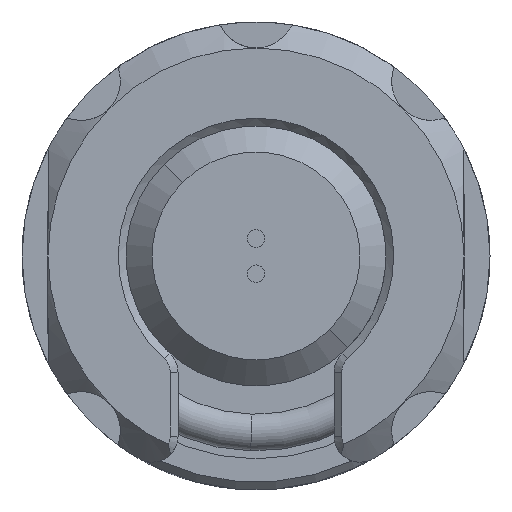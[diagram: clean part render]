
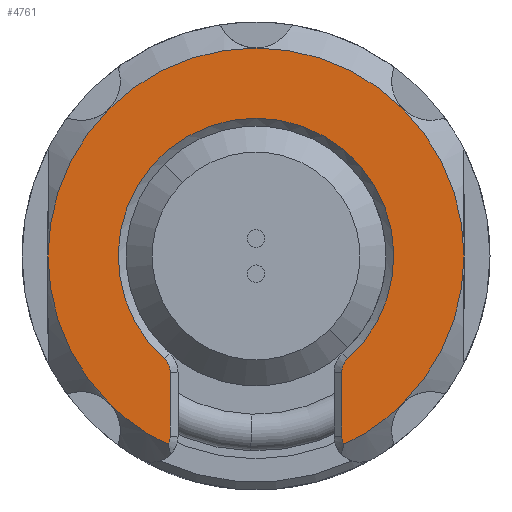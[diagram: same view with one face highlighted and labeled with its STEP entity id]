
A CAD part, front view. The second image highlights one B-rep face of the part: STEP entity #4761.
In plain terms, the highlighted planar face has unit normal (0, -1, 0).
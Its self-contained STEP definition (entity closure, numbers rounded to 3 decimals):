
#61 = VECTOR ( 'NONE', #1791, 1000. ) ;
#115 = DIRECTION ( 'NONE',  ( 0., -1., 0. ) ) ;
#194 = VERTEX_POINT ( 'NONE', #4875 ) ;
#278 = CARTESIAN_POINT ( 'NONE',  ( 3.379, -10.652, -7.251 ) ) ;
#280 = AXIS2_PLACEMENT_3D ( 'NONE', #3576, #2521, #2056 ) ;
#287 = CARTESIAN_POINT ( 'NONE',  ( 3.3, -10.652, -6.928 ) ) ;
#451 = VERTEX_POINT ( 'NONE', #3165 ) ;
#459 = CARTESIAN_POINT ( 'NONE',  ( 0., -10.652, 0. ) ) ;
#501 = EDGE_CURVE ( 'NONE', #3935, #5287, #5856, .T. ) ;
#535 = DIRECTION ( 'NONE',  ( 0., -1., 0. ) ) ;
#547 = CARTESIAN_POINT ( 'NONE',  ( 0., -10.652, 0. ) ) ;
#551 = PLANE ( 'NONE',  #1617 ) ;
#575 = EDGE_CURVE ( 'NONE', #194, #1266, #3552, .T. ) ;
#698 = CIRCLE ( 'NONE', #3732, 8. ) ;
#723 = AXIS2_PLACEMENT_3D ( 'NONE', #5390, #4572, #4013 ) ;
#758 = DIRECTION ( 'NONE',  ( 0., -1., 0. ) ) ;
#886 = DIRECTION ( 'NONE',  ( 0., -1., 0. ) ) ;
#946 = VERTEX_POINT ( 'NONE', #1600 ) ;
#986 = VECTOR ( 'NONE', #2802, 1000. ) ;
#1009 = DIRECTION ( 'NONE',  ( -0.707, 0., -0.707 ) ) ;
#1032 = CARTESIAN_POINT ( 'NONE',  ( -3.3, -10.652, -6.928 ) ) ;
#1045 = FACE_OUTER_BOUND ( 'NONE', #3279, .T. ) ;
#1140 = CIRCLE ( 'NONE', #5239, 0.7 ) ;
#1191 = VERTEX_POINT ( 'NONE', #5888 ) ;
#1197 = CIRCLE ( 'NONE', #3294, 0.7 ) ;
#1226 = CARTESIAN_POINT ( 'NONE',  ( 0., -10.652, 0. ) ) ;
#1266 = VERTEX_POINT ( 'NONE', #1947 ) ;
#1279 = DIRECTION ( 'NONE',  ( 0., 0., -1. ) ) ;
#1285 = VERTEX_POINT ( 'NONE', #2531 ) ;
#1297 = ORIENTED_EDGE ( 'NONE', *, *, #575, .T. ) ;
#1316 = VERTEX_POINT ( 'NONE', #1032 ) ;
#1394 = DIRECTION ( 'NONE',  ( 0., -1., 0. ) ) ;
#1411 = CIRCLE ( 'NONE', #4250, 8. ) ;
#1596 = ORIENTED_EDGE ( 'NONE', *, *, #5403, .T. ) ;
#1600 = CARTESIAN_POINT ( 'NONE',  ( -3.3, -10.652, -4.472 ) ) ;
#1615 = VERTEX_POINT ( 'NONE', #4404 ) ;
#1617 = AXIS2_PLACEMENT_3D ( 'NONE', #6148, #5578, #1009 ) ;
#1683 = VERTEX_POINT ( 'NONE', #2426 ) ;
#1693 = DIRECTION ( 'NONE',  ( -0.707, 0., -0.707 ) ) ;
#1722 = ORIENTED_EDGE ( 'NONE', *, *, #4197, .T. ) ;
#1791 = DIRECTION ( 'NONE',  ( 0., 0., 1. ) ) ;
#1871 = DIRECTION ( 'NONE',  ( 0., 0., -1. ) ) ;
#1947 = CARTESIAN_POINT ( 'NONE',  ( -8., -10.652, 0. ) ) ;
#1954 = DIRECTION ( 'NONE',  ( 0., -1., 0. ) ) ;
#2025 = VERTEX_POINT ( 'NONE', #287 ) ;
#2032 = DIRECTION ( 'NONE',  ( 0., -1., 0. ) ) ;
#2056 = DIRECTION ( 'NONE',  ( 0., 0., -1. ) ) ;
#2063 = CIRCLE ( 'NONE', #4594, 8. ) ;
#2074 = CARTESIAN_POINT ( 'NONE',  ( -5.657, -10.652, -5.657 ) ) ;
#2088 = EDGE_CURVE ( 'NONE', #946, #3935, #1140, .T. ) ;
#2110 = DIRECTION ( 'NONE',  ( 0., 0., -1. ) ) ;
#2118 = AXIS2_PLACEMENT_3D ( 'NONE', #547, #1954, #4527 ) ;
#2240 = LINE ( 'NONE', #3793, #986 ) ;
#2365 = CARTESIAN_POINT ( 'NONE',  ( -3.533, -10.652, -3.95 ) ) ;
#2382 = DIRECTION ( 'NONE',  ( 0., -1., 0. ) ) ;
#2426 = CARTESIAN_POINT ( 'NONE',  ( 0., -10.652, 8. ) ) ;
#2455 = DIRECTION ( 'NONE',  ( -0.707, 0., -0.707 ) ) ;
#2461 = EDGE_CURVE ( 'NONE', #1191, #1683, #3065, .T. ) ;
#2486 = CIRCLE ( 'NONE', #280, 0.7 ) ;
#2520 = ORIENTED_EDGE ( 'NONE', *, *, #4799, .T. ) ;
#2521 = DIRECTION ( 'NONE',  ( 0., -1., 0. ) ) ;
#2529 = DIRECTION ( 'NONE',  ( 0., 0., -1. ) ) ;
#2531 = CARTESIAN_POINT ( 'NONE',  ( 8., -10.652, 0. ) ) ;
#2681 = ORIENTED_EDGE ( 'NONE', *, *, #2088, .T. ) ;
#2703 = DIRECTION ( 'NONE',  ( 0., -1., 0. ) ) ;
#2740 = VERTEX_POINT ( 'NONE', #4405 ) ;
#2791 = DIRECTION ( 'NONE',  ( 0., 1., 0. ) ) ;
#2802 = DIRECTION ( 'NONE',  ( 0., 0., -1. ) ) ;
#2805 = ORIENTED_EDGE ( 'NONE', *, *, #2461, .T. ) ;
#2971 = ORIENTED_EDGE ( 'NONE', *, *, #5238, .T. ) ;
#3062 = EDGE_CURVE ( 'NONE', #5084, #1615, #4176, .T. ) ;
#3065 = CIRCLE ( 'NONE', #2118, 8. ) ;
#3090 = CIRCLE ( 'NONE', #5716, 8. ) ;
#3165 = CARTESIAN_POINT ( 'NONE',  ( 5.657, -10.652, -5.657 ) ) ;
#3262 = EDGE_CURVE ( 'NONE', #1615, #1316, #2486, .T. ) ;
#3279 = EDGE_LOOP ( 'NONE', ( #2520, #3642, #3318, #5930, #4929, #2805, #5408, #1297, #1722, #5099, #3764, #2971, #2681, #3495, #1596 ) ) ;
#3294 = AXIS2_PLACEMENT_3D ( 'NONE', #5609, #115, #2110 ) ;
#3318 = ORIENTED_EDGE ( 'NONE', *, *, #5235, .T. ) ;
#3495 = ORIENTED_EDGE ( 'NONE', *, *, #501, .T. ) ;
#3552 = CIRCLE ( 'NONE', #723, 8. ) ;
#3576 = CARTESIAN_POINT ( 'NONE',  ( -4., -10.652, -6.928 ) ) ;
#3625 = VERTEX_POINT ( 'NONE', #278 ) ;
#3642 = ORIENTED_EDGE ( 'NONE', *, *, #3826, .T. ) ;
#3687 = LINE ( 'NONE', #5664, #61 ) ;
#3732 = AXIS2_PLACEMENT_3D ( 'NONE', #6237, #2703, #6304 ) ;
#3764 = ORIENTED_EDGE ( 'NONE', *, *, #3262, .T. ) ;
#3793 = CARTESIAN_POINT ( 'NONE',  ( 3.3, -10.652, -6.928 ) ) ;
#3826 = EDGE_CURVE ( 'NONE', #2025, #3625, #1197, .T. ) ;
#3860 = AXIS2_PLACEMENT_3D ( 'NONE', #5785, #2791, #1871 ) ;
#3872 = CARTESIAN_POINT ( 'NONE',  ( 0., -10.652, 0. ) ) ;
#3935 = VERTEX_POINT ( 'NONE', #2365 ) ;
#3954 = AXIS2_PLACEMENT_3D ( 'NONE', #5928, #1394, #4415 ) ;
#4013 = DIRECTION ( 'NONE',  ( -0.707, 0., -0.707 ) ) ;
#4176 = CIRCLE ( 'NONE', #5973, 8. ) ;
#4197 = EDGE_CURVE ( 'NONE', #1266, #5084, #3090, .T. ) ;
#4250 = AXIS2_PLACEMENT_3D ( 'NONE', #3872, #886, #4399 ) ;
#4252 = CARTESIAN_POINT ( 'NONE',  ( 3.533, -10.652, -3.95 ) ) ;
#4320 = EDGE_CURVE ( 'NONE', #1683, #194, #1411, .T. ) ;
#4399 = DIRECTION ( 'NONE',  ( -0.707, 0., -0.707 ) ) ;
#4404 = CARTESIAN_POINT ( 'NONE',  ( -3.379, -10.652, -7.251 ) ) ;
#4405 = CARTESIAN_POINT ( 'NONE',  ( 3.3, -10.652, -4.472 ) ) ;
#4415 = DIRECTION ( 'NONE',  ( -0.707, 0., -0.707 ) ) ;
#4480 = CIRCLE ( 'NONE', #5630, 0.7 ) ;
#4527 = DIRECTION ( 'NONE',  ( -0.707, 0., -0.707 ) ) ;
#4572 = DIRECTION ( 'NONE',  ( 0., -1., 0. ) ) ;
#4594 = AXIS2_PLACEMENT_3D ( 'NONE', #459, #2032, #2455 ) ;
#4743 = DIRECTION ( 'NONE',  ( 0., -1., 0. ) ) ;
#4761 = ADVANCED_FACE ( 'NONE', ( #1045 ), #551, .T. ) ;
#4799 = EDGE_CURVE ( 'NONE', #2740, #2025, #2240, .T. ) ;
#4875 = CARTESIAN_POINT ( 'NONE',  ( -5.657, -10.652, 5.657 ) ) ;
#4929 = ORIENTED_EDGE ( 'NONE', *, *, #6093, .T. ) ;
#5084 = VERTEX_POINT ( 'NONE', #2074 ) ;
#5099 = ORIENTED_EDGE ( 'NONE', *, *, #3062, .T. ) ;
#5171 = DIRECTION ( 'NONE',  ( -0.707, 0., -0.707 ) ) ;
#5235 = EDGE_CURVE ( 'NONE', #3625, #451, #698, .T. ) ;
#5238 = EDGE_CURVE ( 'NONE', #1316, #946, #3687, .T. ) ;
#5239 = AXIS2_PLACEMENT_3D ( 'NONE', #5384, #2382, #1279 ) ;
#5287 = VERTEX_POINT ( 'NONE', #4252 ) ;
#5384 = CARTESIAN_POINT ( 'NONE',  ( -4., -10.652, -4.472 ) ) ;
#5390 = CARTESIAN_POINT ( 'NONE',  ( 0., -10.652, 0. ) ) ;
#5403 = EDGE_CURVE ( 'NONE', #5287, #2740, #4480, .T. ) ;
#5408 = ORIENTED_EDGE ( 'NONE', *, *, #4320, .T. ) ;
#5427 = CIRCLE ( 'NONE', #3954, 8. ) ;
#5578 = DIRECTION ( 'NONE',  ( 0., -1., 0. ) ) ;
#5609 = CARTESIAN_POINT ( 'NONE',  ( 4., -10.652, -6.928 ) ) ;
#5630 = AXIS2_PLACEMENT_3D ( 'NONE', #5989, #535, #2529 ) ;
#5664 = CARTESIAN_POINT ( 'NONE',  ( -3.3, -10.652, -4.472 ) ) ;
#5716 = AXIS2_PLACEMENT_3D ( 'NONE', #1226, #4743, #1693 ) ;
#5782 = CARTESIAN_POINT ( 'NONE',  ( 0., -10.652, 0. ) ) ;
#5785 = CARTESIAN_POINT ( 'NONE',  ( 0., -10.652, 0. ) ) ;
#5856 = CIRCLE ( 'NONE', #3860, 5.3 ) ;
#5875 = EDGE_CURVE ( 'NONE', #451, #1285, #2063, .T. ) ;
#5888 = CARTESIAN_POINT ( 'NONE',  ( 5.657, -10.652, 5.657 ) ) ;
#5928 = CARTESIAN_POINT ( 'NONE',  ( 0., -10.652, 0. ) ) ;
#5930 = ORIENTED_EDGE ( 'NONE', *, *, #5875, .T. ) ;
#5973 = AXIS2_PLACEMENT_3D ( 'NONE', #5782, #758, #5171 ) ;
#5989 = CARTESIAN_POINT ( 'NONE',  ( 4., -10.652, -4.472 ) ) ;
#6093 = EDGE_CURVE ( 'NONE', #1285, #1191, #5427, .T. ) ;
#6148 = CARTESIAN_POINT ( 'NONE',  ( 0., -10.652, 0. ) ) ;
#6237 = CARTESIAN_POINT ( 'NONE',  ( 0., -10.652, 0. ) ) ;
#6304 = DIRECTION ( 'NONE',  ( -0.707, 0., -0.707 ) ) ;
